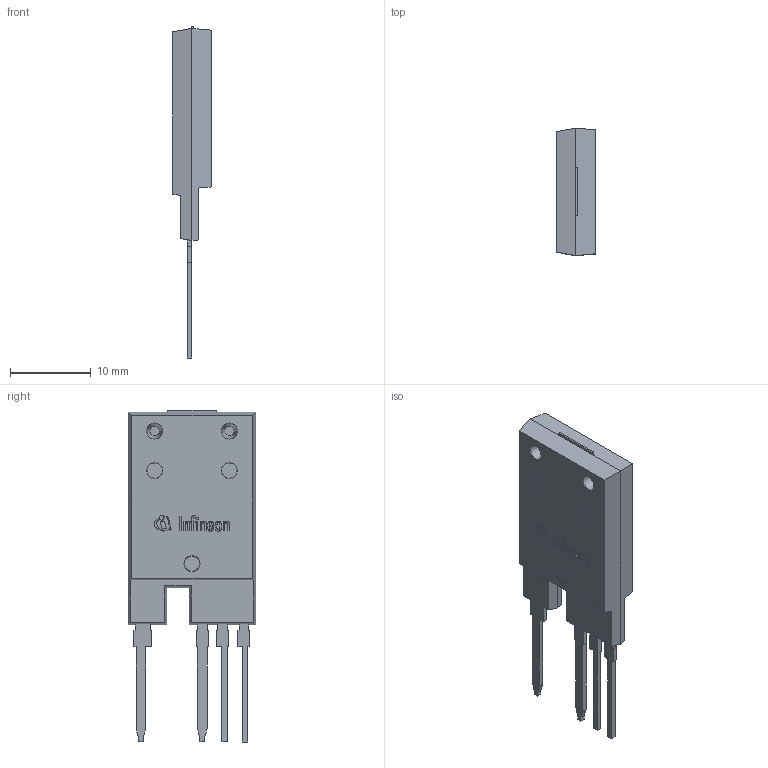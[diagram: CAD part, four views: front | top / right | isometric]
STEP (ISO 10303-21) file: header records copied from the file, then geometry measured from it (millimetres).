
FILE_DESCRIPTION(/* description */ (''),/* implementation_level */ '2;1');
FILE_NAME(/* name */ 'PG-TO247-4-4_Z8B00201457_V04_3D.stp',/* time_stamp */ '2022-10-18T16:19:34+06:00',/* author */ ('janartha'),/* organization */ (''),/* preprocessor_version */ 'ST-DEVELOPER v16.13',/* originating_system */ 'AutoCAD Mechanical',/* authorisation */ '');
FILE_SCHEMA (('AUTOMOTIVE_DESIGN { 1 0 10303 214 3 1 1 }'));
Length unit declared in the file: millimetre
Products named in the file (1): Product
Bounding box: 4.81 x 15.8 x 41.21 mm (x, y, z)
Volume: 1987.2 mm3; surface area: 2418.8 mm2
Topology: 20 solids, 20 shells, 275 faces, 674 edges, 445 vertices
Faces by surface type: plane 239, bspline 19, cylinder 12, torus 3, cone 2
Full cylindrical faces by diameter (mm): 0.289 x1, 0.58 x1, 2 x5
Entity records: 8164 total; most frequent: CARTESIAN_POINT 1830, ORIENTED_EDGE 1324, DIRECTION 1168, EDGE_CURVE 662, LINE 596, VECTOR 596, VERTEX_POINT 445, EDGE_LOOP 297
